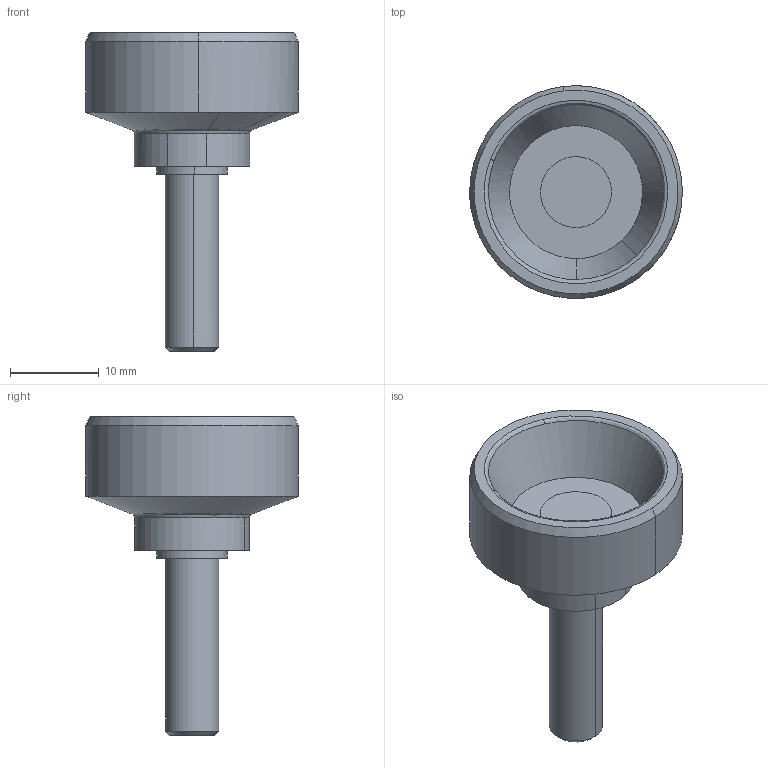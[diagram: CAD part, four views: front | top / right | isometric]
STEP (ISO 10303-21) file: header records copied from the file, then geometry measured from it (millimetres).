
FILE_DESCRIPTION((''),'2;1');
FILE_NAME('','2005-07-15T10:39:39',(''),(''),'','CADfix','');
FILE_SCHEMA(('AUTOMOTIVE_DESIGN'));
Length unit declared in the file: millimetre
Products named in the file (3): screw; knob; KKM_24_M6_20_5207_36
Assembly tree (2 placements, depth 2):
  KKM_24_M6_20_5207_36
    screw
    knob
Bounding box: 24 x 23.98 x 36 mm (x, y, z)
Volume: 4235.1 mm3; surface area: 2878.2 mm2
Topology: 2 solids, 2 shells, 35 faces, 117 edges, 91 vertices
Faces by surface type: bspline 35
Entity records: 1545 total; most frequent: CARTESIAN_POINT 879, ORIENTED_EDGE 234, EDGE_CURVE 117, VERTEX_POINT 91, EDGE_LOOP 40, FACE_OUTER_BOUND 35, ADVANCED_FACE 35, QUASI_UNIFORM_CURVE 22
